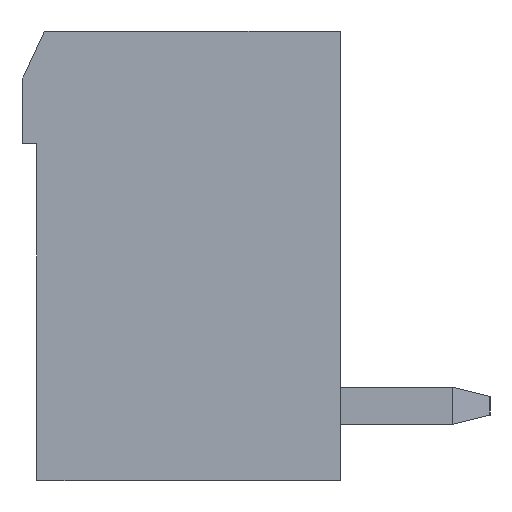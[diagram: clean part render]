
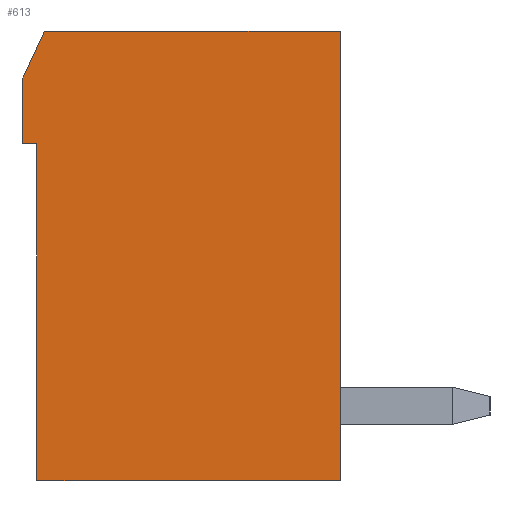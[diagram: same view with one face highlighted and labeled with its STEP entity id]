
A CAD part, left-side view. The second image highlights one B-rep face of the part: STEP entity #613.
In plain terms, the highlighted planar face has unit normal (-1, 0, 0).
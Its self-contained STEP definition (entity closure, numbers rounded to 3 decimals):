
#613 = ADVANCED_FACE( '', ( #1400 ), #1401, .F. );
#1400 = FACE_OUTER_BOUND( '', #2427, .T. );
#1401 = PLANE( '', #2428 );
#2427 = EDGE_LOOP( '', ( #3860, #3861, #3862, #3863, #3864, #3865, #3866 ) );
#2428 = AXIS2_PLACEMENT_3D( '', #3867, #3868, #3869 );
#3860 = ORIENTED_EDGE( '', *, *, #6668, .F. );
#3861 = ORIENTED_EDGE( '', *, *, #6669, .F. );
#3862 = ORIENTED_EDGE( '', *, *, #6670, .F. );
#3863 = ORIENTED_EDGE( '', *, *, #6671, .F. );
#3864 = ORIENTED_EDGE( '', *, *, #6552, .F. );
#3865 = ORIENTED_EDGE( '', *, *, #6672, .F. );
#3866 = ORIENTED_EDGE( '', *, *, #6425, .F. );
#3867 = CARTESIAN_POINT( '', ( -22.5, 0., 0. ) );
#3868 = DIRECTION( '', ( 1., 0., 0. ) );
#3869 = DIRECTION( '', ( 0., 0., -1. ) );
#6425 = EDGE_CURVE( '', #7745, #7747, #7748, .T. );
#6552 = EDGE_CURVE( '', #7969, #7965, #7971, .T. );
#6668 = EDGE_CURVE( '', #8168, #7745, #8169, .T. );
#6669 = EDGE_CURVE( '', #8170, #8168, #8171, .T. );
#6670 = EDGE_CURVE( '', #8172, #8170, #8173, .T. );
#6671 = EDGE_CURVE( '', #7965, #8172, #8174, .T. );
#6672 = EDGE_CURVE( '', #7747, #7969, #8175, .T. );
#7745 = VERTEX_POINT( '', #9784 );
#7747 = VERTEX_POINT( '', #9787 );
#7748 = LINE( '', #9788, #9789 );
#7965 = VERTEX_POINT( '', #10105 );
#7969 = VERTEX_POINT( '', #10111 );
#7971 = LINE( '', #10114, #10115 );
#8168 = VERTEX_POINT( '', #10417 );
#8169 = LINE( '', #10418, #10419 );
#8170 = VERTEX_POINT( '', #10420 );
#8171 = LINE( '', #10421, #10422 );
#8172 = VERTEX_POINT( '', #10423 );
#8173 = LINE( '', #10424, #10425 );
#8174 = LINE( '', #10426, #10427 );
#8175 = LINE( '', #10428, #10429 );
#9784 = CARTESIAN_POINT( '', ( -22.5, -4.25, 6. ) );
#9787 = CARTESIAN_POINT( '', ( -22.5, -4.25, -6. ) );
#9788 = CARTESIAN_POINT( '', ( -22.5, -4.25, 6. ) );
#9789 = VECTOR( '', #12262, 1000. );
#10105 = CARTESIAN_POINT( '', ( -22.5, 3.85, 3. ) );
#10111 = CARTESIAN_POINT( '', ( -22.5, 3.85, -6. ) );
#10114 = CARTESIAN_POINT( '', ( -22.5, 3.85, -6. ) );
#10115 = VECTOR( '', #12374, 1000. );
#10417 = CARTESIAN_POINT( '', ( -22.5, 3.65, 6. ) );
#10418 = CARTESIAN_POINT( '', ( -22.5, 3.65, 6. ) );
#10419 = VECTOR( '', #12480, 1000. );
#10420 = CARTESIAN_POINT( '', ( -22.5, 4.25, 4.7 ) );
#10421 = CARTESIAN_POINT( '', ( -22.5, 4.25, 4.7 ) );
#10422 = VECTOR( '', #12481, 1000. );
#10423 = CARTESIAN_POINT( '', ( -22.5, 4.25, 3. ) );
#10424 = CARTESIAN_POINT( '', ( -22.5, 4.25, 3. ) );
#10425 = VECTOR( '', #12482, 1000. );
#10426 = CARTESIAN_POINT( '', ( -22.5, 3.85, 3. ) );
#10427 = VECTOR( '', #12483, 1000. );
#10428 = CARTESIAN_POINT( '', ( -22.5, -4.25, -6. ) );
#10429 = VECTOR( '', #12484, 1000. );
#12262 = DIRECTION( '', ( 0., 0., -1. ) );
#12374 = DIRECTION( '', ( 0., 0., 1. ) );
#12480 = DIRECTION( '', ( 0., -1., 0. ) );
#12481 = DIRECTION( '', ( 0., -0.419, 0.908 ) );
#12482 = DIRECTION( '', ( 0., 0., 1. ) );
#12483 = DIRECTION( '', ( 0., 1., 0. ) );
#12484 = DIRECTION( '', ( 0., 1., 0. ) );
